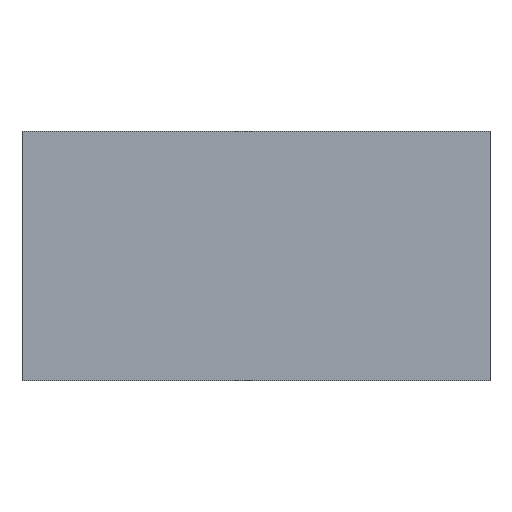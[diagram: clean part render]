
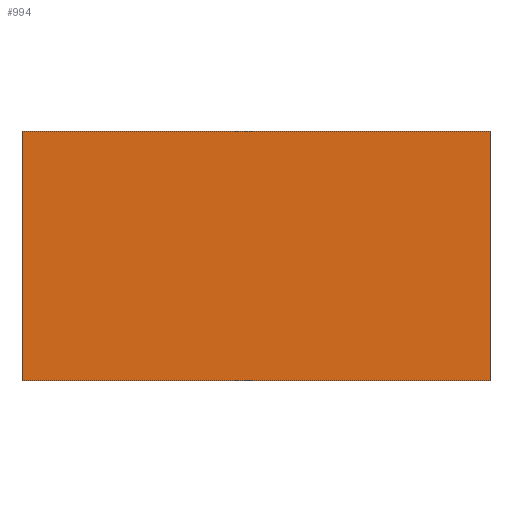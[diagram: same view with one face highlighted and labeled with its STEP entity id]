
A CAD part, front view. The second image highlights one B-rep face of the part: STEP entity #994.
In plain terms, the highlighted planar face has unit normal (0, -1, 0).
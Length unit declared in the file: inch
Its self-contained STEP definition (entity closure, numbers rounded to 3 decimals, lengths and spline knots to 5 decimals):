
#83 = AXIS2_PLACEMENT_3D ( 'NONE', #726, #641, #1087 ) ;
#111 = DIRECTION ( 'NONE',  ( 1., 0., 0. ) ) ;
#147 = FACE_OUTER_BOUND ( 'NONE', #997, .T. ) ;
#205 = CARTESIAN_POINT ( 'NONE',  ( -2.125, -1.6875, 0. ) ) ;
#213 = DIRECTION ( 'NONE',  ( 0., 0., 1. ) ) ;
#221 = VERTEX_POINT ( 'NONE', #595 ) ;
#224 = LINE ( 'NONE', #492, #790 ) ;
#231 = CARTESIAN_POINT ( 'NONE',  ( -2.125, -1.6875, -0.5 ) ) ;
#268 = VECTOR ( 'NONE', #437, 39.37008 ) ;
#280 = EDGE_CURVE ( 'NONE', #221, #333, #224, .T. ) ;
#324 = EDGE_CURVE ( 'NONE', #880, #333, #889, .T. ) ;
#333 = VERTEX_POINT ( 'NONE', #985 ) ;
#402 = VECTOR ( 'NONE', #992, 39.37008 ) ;
#406 = PLANE ( 'NONE',  #83 ) ;
#437 = DIRECTION ( 'NONE',  ( 1., 0., 0. ) ) ;
#492 = CARTESIAN_POINT ( 'NONE',  ( -1.1875, -1.6875, -0.5 ) ) ;
#595 = CARTESIAN_POINT ( 'NONE',  ( -1.1875, -1.6875, -0.5 ) ) ;
#612 = EDGE_CURVE ( 'NONE', #1059, #880, #1171, .T. ) ;
#641 = DIRECTION ( 'NONE',  ( 0., -1., 0. ) ) ;
#642 = ORIENTED_EDGE ( 'NONE', *, *, #324, .F. ) ;
#681 = VECTOR ( 'NONE', #111, 39.37008 ) ;
#726 = CARTESIAN_POINT ( 'NONE',  ( -2.125, -1.6875, -0.5 ) ) ;
#727 = ORIENTED_EDGE ( 'NONE', *, *, #1174, .T. ) ;
#743 = ORIENTED_EDGE ( 'NONE', *, *, #280, .T. ) ;
#790 = VECTOR ( 'NONE', #213, 39.37008 ) ;
#855 = LINE ( 'NONE', #1117, #681 ) ;
#880 = VERTEX_POINT ( 'NONE', #205 ) ;
#888 = CARTESIAN_POINT ( 'NONE',  ( -2.125, -1.6875, -0.5 ) ) ;
#889 = LINE ( 'NONE', #908, #268 ) ;
#908 = CARTESIAN_POINT ( 'NONE',  ( -2.125, -1.6875, 0. ) ) ;
#953 = ORIENTED_EDGE ( 'NONE', *, *, #612, .F. ) ;
#985 = CARTESIAN_POINT ( 'NONE',  ( -1.1875, -1.6875, 0. ) ) ;
#992 = DIRECTION ( 'NONE',  ( 0., 0., 1. ) ) ;
#994 = ADVANCED_FACE ( 'NONE', ( #147 ), #406, .T. ) ;
#997 = EDGE_LOOP ( 'NONE', ( #743, #642, #953, #727 ) ) ;
#1059 = VERTEX_POINT ( 'NONE', #231 ) ;
#1087 = DIRECTION ( 'NONE',  ( 0., 0., -1. ) ) ;
#1117 = CARTESIAN_POINT ( 'NONE',  ( -2.125, -1.6875, -0.5 ) ) ;
#1171 = LINE ( 'NONE', #888, #402 ) ;
#1174 = EDGE_CURVE ( 'NONE', #1059, #221, #855, .T. ) ;
